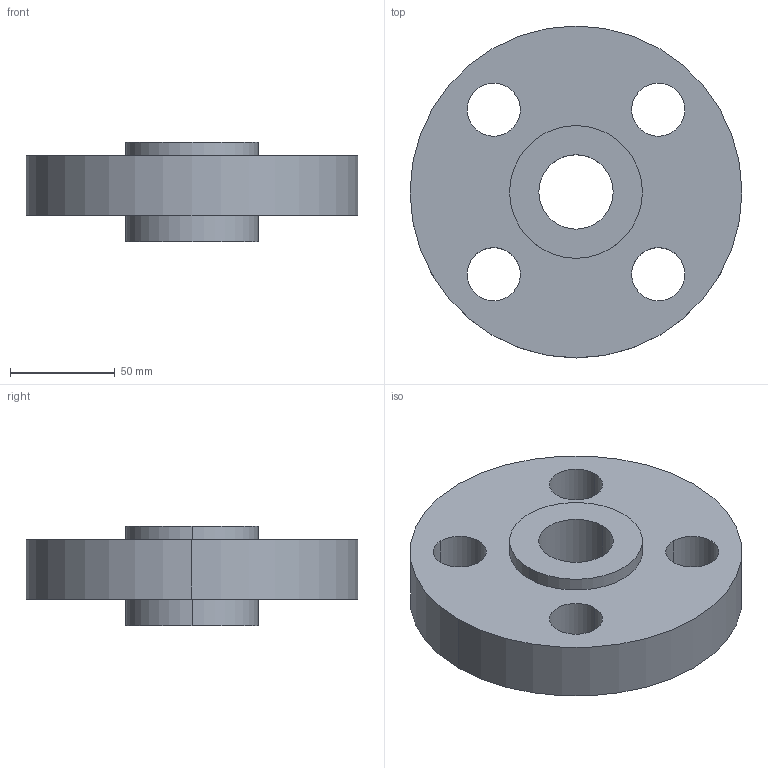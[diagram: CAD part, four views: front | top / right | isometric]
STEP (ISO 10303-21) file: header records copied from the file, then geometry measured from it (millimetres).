
FILE_DESCRIPTION (( 'STEP AP203' ), '1' );
FILE_NAME ('Socket Flange 1500-NPS1.25.STEP', '2025-05-07T01:18:26', '' );
FILE_SCHEMA (( 'CONFIG_CONTROL_DESIGN' ));
Length unit declared in the file: inch
Products named in the file (1): Socket Flange 1500-NPS1.25
Bounding box: 158.75 x 158.75 x 47.5 mm (x, y, z)
Volume: 511873.9 mm3; surface area: 66261.6 mm2
Topology: 1 solids, 1 shells, 23 faces, 54 edges, 36 vertices
Faces by surface type: cylinder 18, plane 5
Entity records: 783 total; most frequent: DIRECTION 138, CARTESIAN_POINT 114, ORIENTED_EDGE 108, AXIS2_PLACEMENT_3D 60, EDGE_CURVE 54, VERTEX_POINT 36, CIRCLE 36, EDGE_LOOP 36
